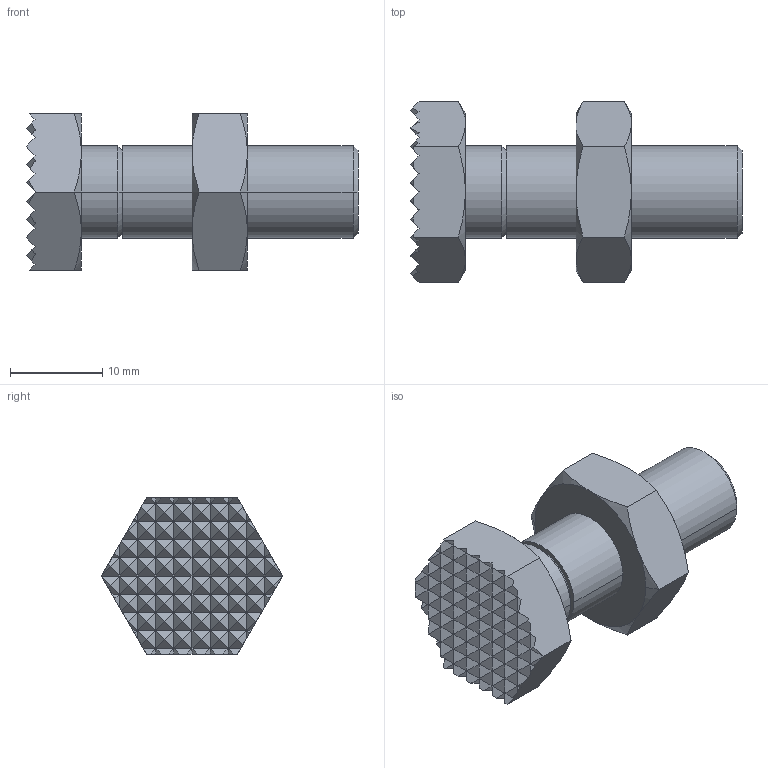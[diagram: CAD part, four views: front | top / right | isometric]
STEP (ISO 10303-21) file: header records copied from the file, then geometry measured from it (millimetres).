
FILE_DESCRIPTION(('STEP AP214'),'1');
FILE_NAME('HALDERN_EH_22690_0630.stp','2017-07-04T09:14:30',('TraceParts'),('TraceParts S.A.'),'Spatial InterOp 3D',' ',' ');
FILE_SCHEMA(('automotive_design'));
Length unit declared in the file: millimetre
Products named in the file (2): HALDERN_EH_22690_0630_1; HALDERN_EH_22690_0630_2
Bounding box: 36 x 19.63 x 17 mm (x, y, z)
Volume: 4787 mm3; surface area: 2719.3 mm2
Topology: 2 solids, 2 shells, 359 faces, 636 edges, 283 vertices
Faces by surface type: plane 321, cone 32, cylinder 6
Entity records: 10893 total; most frequent: CARTESIAN_POINT 1424, DIRECTION 1366, ORIENTED_EDGE 1272, EDGE_CURVE 636, LINE 556, VECTOR 556, AXIS2_PLACEMENT_3D 405, EDGE_LOOP 363
